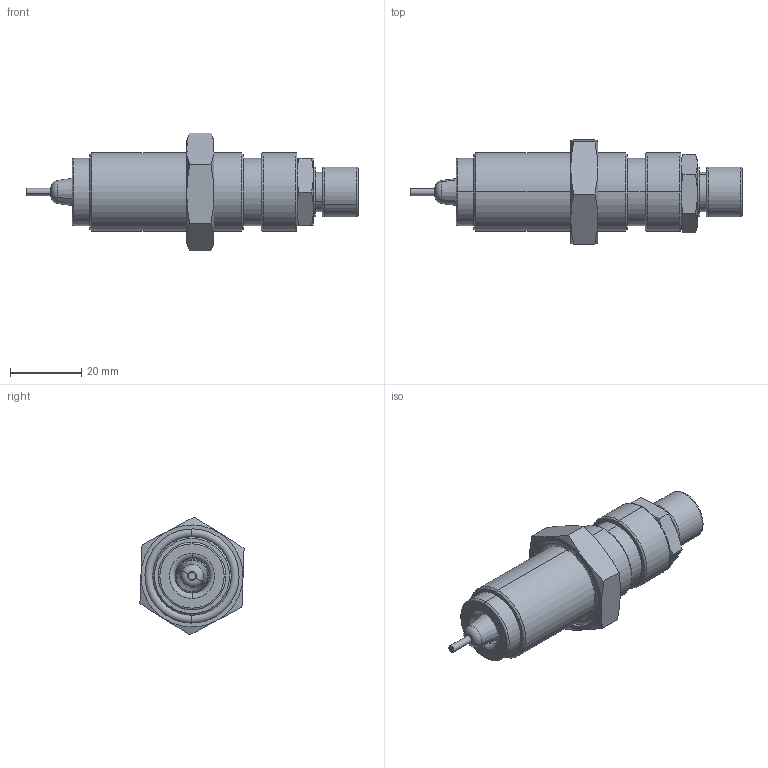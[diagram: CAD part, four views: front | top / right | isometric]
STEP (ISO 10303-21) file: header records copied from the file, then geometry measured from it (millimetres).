
FILE_DESCRIPTION (( 'STEP AP214' ), '1' );
FILE_NAME ('OS-2325 - POS-120-CONJ.STEP', '2019-08-16T15:32:01', ( '' ), ( '' ), 'SwSTEP 2.0', 'SolidWorks 2019', '' );
FILE_SCHEMA (( 'AUTOMOTIVE_DESIGN' ));
Length unit declared in the file: millimetre
Products named in the file (11): OS-2325 - POS-125; OS-2325 - POS-120-CONJ; OS-2325 - POS-124; OS-2325 - POS-123; OS-2325 - POS-121; OS-2325 - POS-122
Assembly tree (5 placements, depth 2):
  OS-2325 - POS-125
  OS-2325 - POS-120-CONJ
    OS-2325 - POS-121
    OS-2325 - POS-122
    OS-2325 - POS-123
    OS-2325 - POS-124
    OS-2325 - POS-125
  OS-2325 - POS-124
  OS-2325 - POS-122
  OS-2325 - POS-123
Bounding box: 93 x 29.18 x 33 mm (x, y, z)
Volume: 29320.6 mm3; surface area: 14057 mm2
Topology: 5 solids, 5 shells, 119 faces, 246 edges, 142 vertices
Faces by surface type: cone 42, cylinder 28, plane 27, torus 22
Entity records: 3857 total; most frequent: CARTESIAN_POINT 762, DIRECTION 590, ORIENTED_EDGE 492, AXIS2_PLACEMENT_3D 266, EDGE_CURVE 246, VERTEX_POINT 142, CIRCLE 138, EDGE_LOOP 132
